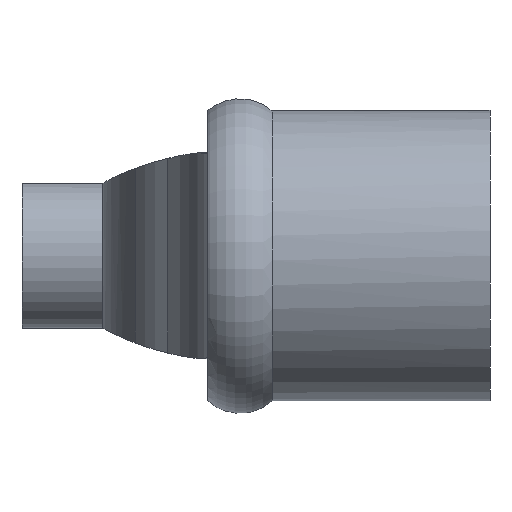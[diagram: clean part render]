
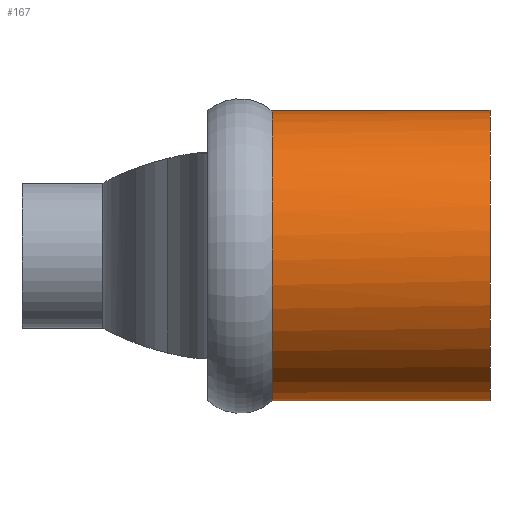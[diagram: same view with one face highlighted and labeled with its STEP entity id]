
A CAD part, left-side view. The second image highlights one B-rep face of the part: STEP entity #167.
In plain terms, the highlighted cylindrical face has radius 18 mm (diameter 36 mm), a full revolution.
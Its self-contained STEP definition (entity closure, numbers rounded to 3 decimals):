
#106=FACE_BOUND('',#261,.T.);
#107=FACE_BOUND('',#262,.T.);
#125=CYLINDRICAL_SURFACE('',#793,18.);
#167=ADVANCED_FACE('',(#106,#107),#125,.T.);
#261=EDGE_LOOP('',(#511));
#262=EDGE_LOOP('',(#512,#513,#514));
#269=CIRCLE('',#751,18.);
#270=CIRCLE('',#753,18.);
#275=CIRCLE('',#781,18.);
#280=CIRCLE('',#791,18.);
#511=ORIENTED_EDGE('',*,*,#684,.F.);
#512=ORIENTED_EDGE('',*,*,#609,.T.);
#513=ORIENTED_EDGE('',*,*,#607,.T.);
#514=ORIENTED_EDGE('',*,*,#672,.F.);
#545=VERTEX_POINT('',#973);
#547=VERTEX_POINT('',#976);
#548=VERTEX_POINT('',#983);
#591=VERTEX_POINT('',#2574);
#607=EDGE_CURVE('',#547,#545,#269,.T.);
#609=EDGE_CURVE('',#548,#547,#270,.T.);
#672=EDGE_CURVE('',#548,#545,#275,.T.);
#684=EDGE_CURVE('',#591,#591,#280,.T.);
#751=AXIS2_PLACEMENT_3D('',#975,#813,#814);
#753=AXIS2_PLACEMENT_3D('',#982,#817,#818);
#781=AXIS2_PLACEMENT_3D('',#1310,#895,#896);
#791=AXIS2_PLACEMENT_3D('',#2573,#917,#918);
#793=AXIS2_PLACEMENT_3D('',#2576,#921,#922);
#813=DIRECTION('',(0.,-1.,0.));
#814=DIRECTION('',(0.,0.,-1.));
#817=DIRECTION('',(0.,-1.,0.));
#818=DIRECTION('',(0.,0.,-1.));
#895=DIRECTION('',(0.,1.,0.));
#896=DIRECTION('',(0.,0.,1.));
#917=DIRECTION('',(0.,-1.,0.));
#918=DIRECTION('',(0.,0.,-1.));
#921=DIRECTION('',(0.,-1.,0.));
#922=DIRECTION('',(0.,0.,-1.));
#973=CARTESIAN_POINT('',(180.806,90.25,12.649));
#975=CARTESIAN_POINT('',(168.,90.25,0.));
#976=CARTESIAN_POINT('',(186.,90.247,0.));
#982=CARTESIAN_POINT('',(168.,90.25,0.));
#983=CARTESIAN_POINT('',(180.806,90.25,-12.649));
#1310=CARTESIAN_POINT('',(168.,90.25,0.));
#2573=CARTESIAN_POINT('',(168.,63.25,0.));
#2574=CARTESIAN_POINT('',(168.,63.25,-18.));
#2576=CARTESIAN_POINT('',(168.,50.25,0.));
